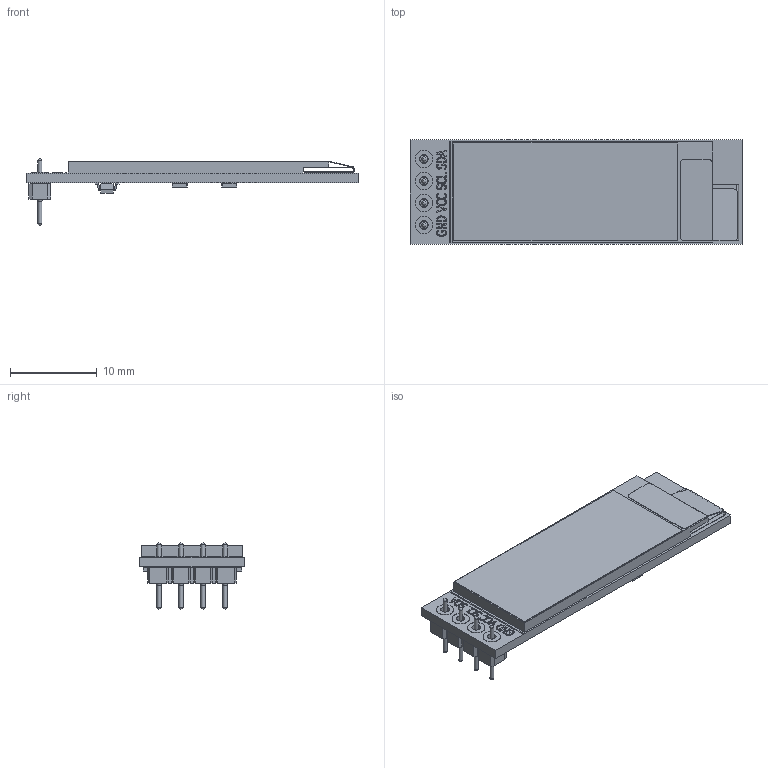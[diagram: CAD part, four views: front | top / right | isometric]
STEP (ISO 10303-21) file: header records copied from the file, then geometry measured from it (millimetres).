
FILE_DESCRIPTION(/* description */ (''),/* implementation_level */ '2;1');
FILE_NAME(/* name */ 'SSD1306_OLED_0.91_128x32_SHORT_HEADER.step',/* time_stamp */ '2021-03-05T11:33:40-08:00',/* author */ (''),/* organization */ (''),/* preprocessor_version */ 'ST-DEVELOPER v18.1',/* originating_system */ 'Autodesk Translation Framework v9.10.0.1330',/* authorisation */ '');
FILE_SCHEMA (('AUTOMOTIVE_DESIGN { 1 0 10303 214 3 1 1 }'));
Length unit declared in the file: millimetre
Products named in the file (5): SSD1306_OLED_0.91_128x32_SHORT_HEADER; OLED_0.91_128x32.stp; RESC-0603.stp; 2SD0601A.stp; pcb_connector_350-80-104-00-019101
Assembly tree (16 placements, depth 2):
  SSD1306_OLED_0.91_128x32_SHORT_HEADER
    OLED_0.91_128x32.stp
    RESC-0603.stp  x13
    2SD0601A.stp
    pcb_connector_350-80-104-00-019101
Bounding box: 38.3 x 12.1 x 7.64 mm (x, y, z)
Volume: 1049.5 mm3; surface area: 1665.9 mm2
Topology: 45 solids, 45 shells, 1075 faces, 2793 edges, 1842 vertices
Faces by surface type: plane 742, cylinder 203, bspline 118, torus 8, cone 4
Full cylindrical faces by diameter (mm): 0.47 x8, 1 x4, 1.13 x4, 2 x8
Entity records: 15155 total; most frequent: CARTESIAN_POINT 4235, ORIENTED_EDGE 2354, DIRECTION 1831, EDGE_CURVE 1177, LINE 791, VECTOR 791, VERTEX_POINT 786, AXIS2_PLACEMENT_3D 520
